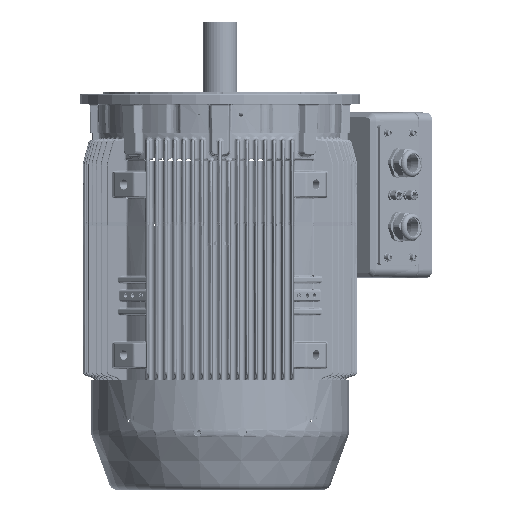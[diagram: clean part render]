
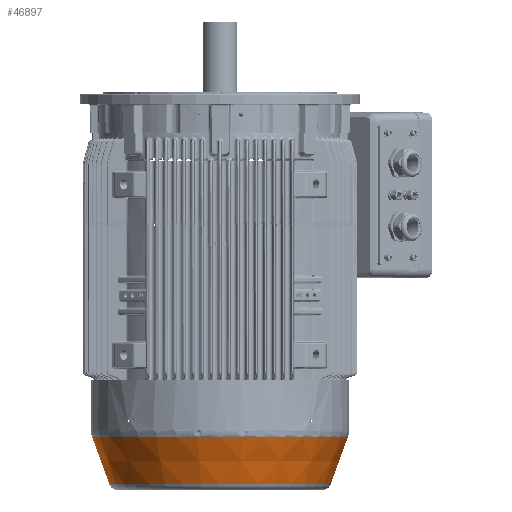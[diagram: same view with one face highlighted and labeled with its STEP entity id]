
A CAD part, front view. The second image highlights one B-rep face of the part: STEP entity #46897.
In plain terms, the highlighted conical face has half-angle 20 degrees and reference radius 259.882 mm.
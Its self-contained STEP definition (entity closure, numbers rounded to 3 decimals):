
#43195=CONICAL_SURFACE('',#146106,259.882,20.);
#46897=ADVANCED_FACE('',(#52509,#52510),#43195,.T.);
#52509=FACE_BOUND('',#58539,.T.);
#52510=FACE_BOUND('',#58540,.T.);
#58539=EDGE_LOOP('',(#81902));
#58540=EDGE_LOOP('',(#81903));
#81902=ORIENTED_EDGE('',*,*,#126232,.T.);
#81903=ORIENTED_EDGE('',*,*,#126230,.F.);
#106506=VERTEX_POINT('',#248860);
#106508=VERTEX_POINT('',#248865);
#126230=EDGE_CURVE('',#106506,#106506,#139743,.T.);
#126232=EDGE_CURVE('',#106508,#106508,#139745,.T.);
#139743=CIRCLE('',#146102,259.882);
#139745=CIRCLE('',#146105,300.485);
#146102=AXIS2_PLACEMENT_3D('',#248859,#164709,#164710);
#146105=AXIS2_PLACEMENT_3D('',#248864,#164715,#164716);
#146106=AXIS2_PLACEMENT_3D('',#248866,#164717,#164718);
#164709=DIRECTION('',(0.,0.,-1.));
#164710=DIRECTION('',(-1.,0.,0.));
#164715=DIRECTION('',(0.,0.,-1.));
#164716=DIRECTION('',(-1.,0.,0.));
#164717=DIRECTION('',(0.,0.,1.));
#164718=DIRECTION('',(1.,0.,0.));
#248859=CARTESIAN_POINT('',(0.,0.,-916.84));
#248860=CARTESIAN_POINT('',(-259.882,0.,-916.84));
#248864=CARTESIAN_POINT('',(0.,0.,-805.285));
#248865=CARTESIAN_POINT('',(-300.485,0.,-805.285));
#248866=CARTESIAN_POINT('',(0.,0.,-916.84));
